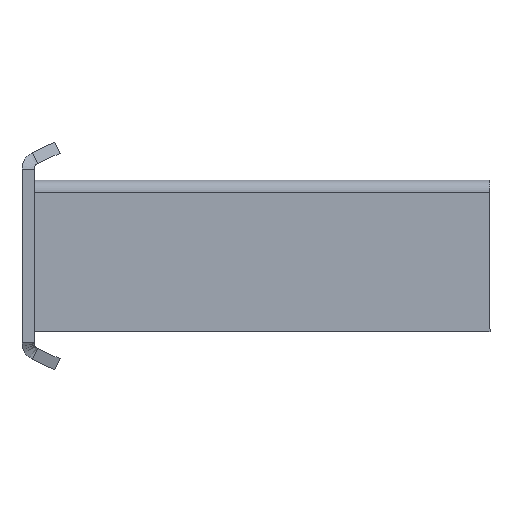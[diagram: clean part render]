
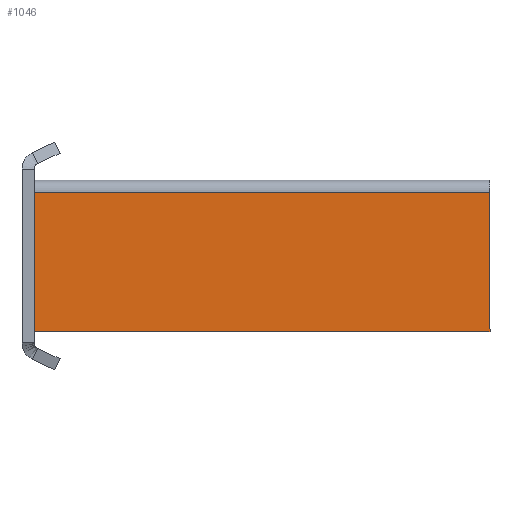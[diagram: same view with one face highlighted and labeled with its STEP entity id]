
A CAD part, left-side view. The second image highlights one B-rep face of the part: STEP entity #1046.
In plain terms, the highlighted face is planar.
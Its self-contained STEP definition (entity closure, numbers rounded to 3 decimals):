
#227 = CARTESIAN_POINT ( 'NONE',  ( 150., 0., -25. ) ) ;
#283 = AXIS2_PLACEMENT_3D ( 'NONE', #227, #4217, #658 ) ;
#546 = CARTESIAN_POINT ( 'NONE',  ( 0., 50., -25. ) ) ;
#585 = CARTESIAN_POINT ( 'NONE',  ( 0., 0., -25. ) ) ;
#658 = DIRECTION ( 'NONE',  ( 0., -1., 0. ) ) ;
#717 = EDGE_CURVE ( 'NONE', #3461, #1902, #3542, .T. ) ;
#936 = DIRECTION ( 'NONE',  ( -1., 0., 0. ) ) ;
#1017 = CARTESIAN_POINT ( 'NONE',  ( 150., 50., -25. ) ) ;
#1046 = ADVANCED_FACE ( 'NONE', ( #2769 ), #3204, .F. ) ;
#1073 = EDGE_CURVE ( 'NONE', #1297, #1902, #3556, .T. ) ;
#1235 = CARTESIAN_POINT ( 'NONE',  ( 150., 4., -25. ) ) ;
#1240 = LINE ( 'NONE', #4606, #1953 ) ;
#1297 = VERTEX_POINT ( 'NONE', #3232 ) ;
#1591 = ORIENTED_EDGE ( 'NONE', *, *, #717, .F. ) ;
#1737 = DIRECTION ( 'NONE',  ( -1., 0., 0. ) ) ;
#1899 = ORIENTED_EDGE ( 'NONE', *, *, #4031, .F. ) ;
#1902 = VERTEX_POINT ( 'NONE', #546 ) ;
#1953 = VECTOR ( 'NONE', #3780, 1000. ) ;
#2114 = VECTOR ( 'NONE', #3913, 1000. ) ;
#2510 = ORIENTED_EDGE ( 'NONE', *, *, #2537, .T. ) ;
#2537 = EDGE_CURVE ( 'NONE', #4615, #1297, #4669, .T. ) ;
#2680 = CARTESIAN_POINT ( 'NONE',  ( 150., 4., -25. ) ) ;
#2756 = CARTESIAN_POINT ( 'NONE',  ( 150., 50., -25. ) ) ;
#2769 = FACE_OUTER_BOUND ( 'NONE', #2849, .T. ) ;
#2849 = EDGE_LOOP ( 'NONE', ( #2863, #1591, #1899, #2510 ) ) ;
#2863 = ORIENTED_EDGE ( 'NONE', *, *, #1073, .T. ) ;
#2896 = VECTOR ( 'NONE', #1737, 1000. ) ;
#3204 = PLANE ( 'NONE',  #283 ) ;
#3232 = CARTESIAN_POINT ( 'NONE',  ( 0., 4., -25. ) ) ;
#3461 = VERTEX_POINT ( 'NONE', #1017 ) ;
#3542 = LINE ( 'NONE', #2756, #4101 ) ;
#3556 = LINE ( 'NONE', #585, #2114 ) ;
#3780 = DIRECTION ( 'NONE',  ( 0., 1., 0. ) ) ;
#3913 = DIRECTION ( 'NONE',  ( 0., 1., 0. ) ) ;
#4031 = EDGE_CURVE ( 'NONE', #4615, #3461, #1240, .T. ) ;
#4101 = VECTOR ( 'NONE', #936, 1000. ) ;
#4217 = DIRECTION ( 'NONE',  ( 0., 0., 1. ) ) ;
#4606 = CARTESIAN_POINT ( 'NONE',  ( 150., 0., -25. ) ) ;
#4615 = VERTEX_POINT ( 'NONE', #2680 ) ;
#4669 = LINE ( 'NONE', #1235, #2896 ) ;
